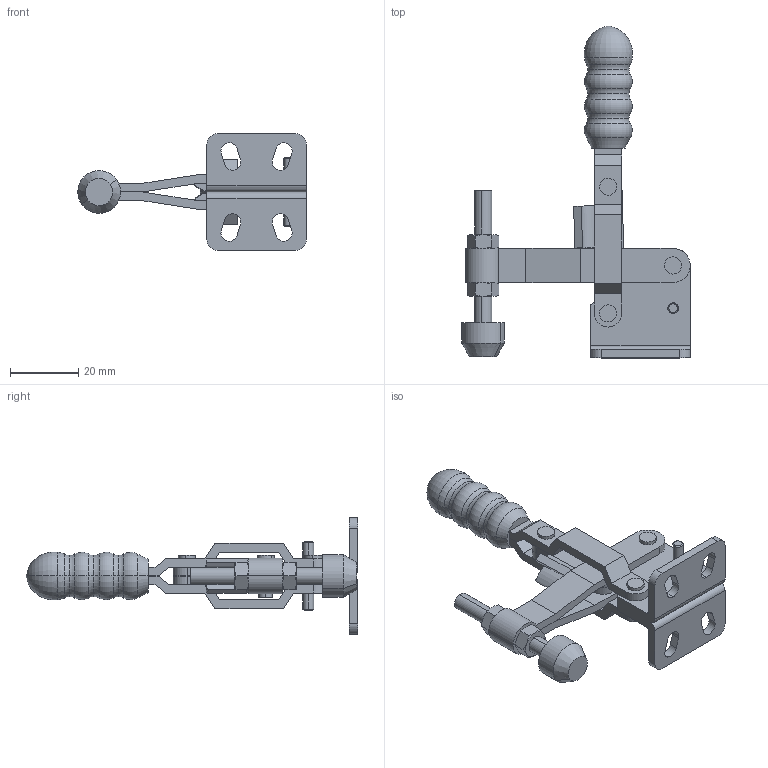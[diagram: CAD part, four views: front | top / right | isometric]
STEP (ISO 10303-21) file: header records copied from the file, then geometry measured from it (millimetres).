
FILE_DESCRIPTION (( 'STEP AP214' ), '1' );
FILE_NAME ('GH-11002-C(Â²¤Æ).STEP', '2020-03-26T06:32:45', ( 'LinWei' ), ( '' ), 'SwSTEP 2.0', 'SolidWorks 2016', '' );
FILE_SCHEMA (( 'AUTOMOTIVE_DESIGN' ));
Length unit declared in the file: millimetre
Products named in the file (6): Group4^GH-11002-B(簡化); Group2^GH-11002-C(簡化); 零件82^GH-11002-C(簡化); Group5^GH-11002-C(簡化); Group3^GH-11002-C(簡化); GH-11002-C(簡化)
Assembly tree (5 placements, depth 2):
  GH-11002-C(簡化)
    Group3^GH-11002-C(簡化)
    Group5^GH-11002-C(簡化)
    零件82^GH-11002-C(簡化)
    Group2^GH-11002-C(簡化)
    Group4^GH-11002-B(簡化)
Bounding box: 66.73 x 97 x 34 mm (x, y, z)
Volume: 19188.6 mm3; surface area: 14868 mm2
Topology: 6 solids, 7 shells, 274 faces, 678 edges, 427 vertices
Faces by surface type: plane 114, cylinder 98, cone 38, torus 24
Entity records: 9376 total; most frequent: CARTESIAN_POINT 1665, DIRECTION 1459, ORIENTED_EDGE 1352, EDGE_CURVE 676, AXIS2_PLACEMENT_3D 565, VERTEX_POINT 427, VECTOR 329, LINE 329
